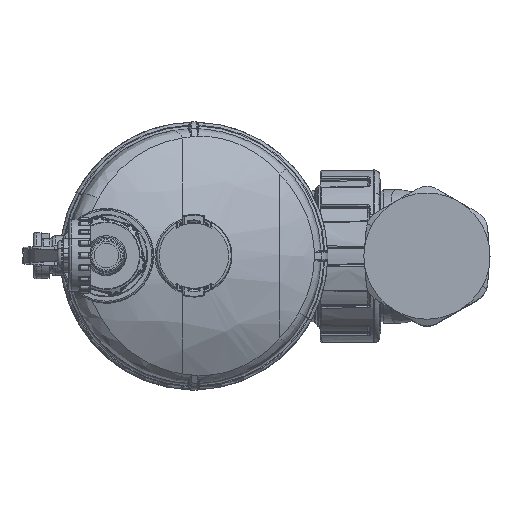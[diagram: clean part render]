
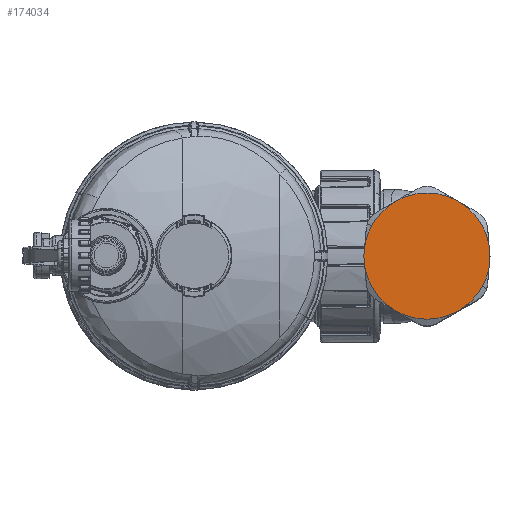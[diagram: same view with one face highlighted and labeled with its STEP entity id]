
A CAD part, top view. The second image highlights one B-rep face of the part: STEP entity #174034.
In plain terms, the highlighted planar face has unit normal (0, 0, 1).
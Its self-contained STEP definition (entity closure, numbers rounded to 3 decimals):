
#173591=CARTESIAN_POINT('Vertex',(66.038,0.436,65.5)) ;
#173606=CARTESIAN_POINT('Vertex',(66.038,-0.436,65.5)) ;
#173609=CARTESIAN_POINT('Axis2P3D Location',(71.019,0.,65.5)) ;
#173875=CARTESIAN_POINT('Line Origine',(66.652,7.449,65.5)) ;
#173879=CARTESIAN_POINT('Vertex',(66.372,4.254,65.5)) ;
#173906=CARTESIAN_POINT('Vertex',(66.372,-4.254,65.5)) ;
#173911=CARTESIAN_POINT('Line Origine',(66.652,-7.449,65.5)) ;
#173938=CARTESIAN_POINT('Axis2P3D Location',(66.,0.,65.5)) ;
#173943=CARTESIAN_POINT('Axis2P3D Location',(90.5,0.,65.5)) ;
#173947=CARTESIAN_POINT('Vertex',(78.25,-21.218,65.5)) ;
#173950=CARTESIAN_POINT('Axis2P3D Location',(90.5,0.,65.5)) ;
#173954=CARTESIAN_POINT('Vertex',(102.75,-21.218,65.5)) ;
#173957=CARTESIAN_POINT('Axis2P3D Location',(90.5,0.,65.5)) ;
#173961=CARTESIAN_POINT('Vertex',(112.001,-11.746,65.5)) ;
#173964=CARTESIAN_POINT('Axis2P3D Location',(90.5,0.,65.5)) ;
#173968=CARTESIAN_POINT('Vertex',(114.628,-4.254,65.5)) ;
#173971=CARTESIAN_POINT('Line Origine',(114.795,-2.345,65.5)) ;
#173975=CARTESIAN_POINT('Vertex',(114.962,-0.436,65.5)) ;
#173978=CARTESIAN_POINT('Axis2P3D Location',(109.981,0.,65.5)) ;
#173982=CARTESIAN_POINT('Vertex',(114.962,0.436,65.5)) ;
#173985=CARTESIAN_POINT('Line Origine',(114.795,2.345,65.5)) ;
#173989=CARTESIAN_POINT('Vertex',(114.628,4.254,65.5)) ;
#173992=CARTESIAN_POINT('Axis2P3D Location',(90.5,0.,65.5)) ;
#173996=CARTESIAN_POINT('Vertex',(102.75,21.218,65.5)) ;
#173999=CARTESIAN_POINT('Axis2P3D Location',(90.5,0.,65.5)) ;
#174003=CARTESIAN_POINT('Vertex',(78.25,21.218,65.5)) ;
#174006=CARTESIAN_POINT('Axis2P3D Location',(90.5,0.,65.5)) ;
#174010=CARTESIAN_POINT('Vertex',(68.999,11.746,65.5)) ;
#174013=CARTESIAN_POINT('Axis2P3D Location',(90.5,0.,65.5)) ;
#173877=VECTOR('Line Direction',#173876,1.) ;
#173913=VECTOR('Line Direction',#173912,1.) ;
#173973=VECTOR('Line Direction',#173972,1.) ;
#173987=VECTOR('Line Direction',#173986,1.) ;
#173610=DIRECTION('Axis2P3D Direction',(0.,0.,-1.)) ;
#173876=DIRECTION('Vector Direction',(-0.087,-0.996,0.)) ;
#173912=DIRECTION('Vector Direction',(-0.087,0.996,0.)) ;
#173939=DIRECTION('Axis2P3D Direction',(0.,0.,-1.)) ;
#173940=DIRECTION('Axis2P3D XDirection',(-1.,0.,0.)) ;
#173944=DIRECTION('Axis2P3D Direction',(0.,0.,-1.)) ;
#173951=DIRECTION('Axis2P3D Direction',(0.,0.,-1.)) ;
#173958=DIRECTION('Axis2P3D Direction',(0.,0.,-1.)) ;
#173965=DIRECTION('Axis2P3D Direction',(0.,0.,-1.)) ;
#173972=DIRECTION('Vector Direction',(-0.087,-0.996,0.)) ;
#173979=DIRECTION('Axis2P3D Direction',(0.,0.,-1.)) ;
#173986=DIRECTION('Vector Direction',(-0.087,0.996,0.)) ;
#173993=DIRECTION('Axis2P3D Direction',(0.,0.,-1.)) ;
#174000=DIRECTION('Axis2P3D Direction',(0.,0.,-1.)) ;
#174007=DIRECTION('Axis2P3D Direction',(0.,0.,-1.)) ;
#174014=DIRECTION('Axis2P3D Direction',(0.,0.,-1.)) ;
#173611=AXIS2_PLACEMENT_3D('Circle Axis2P3D',#173609,#173610,$) ;
#173941=AXIS2_PLACEMENT_3D('Plane Axis2P3D',#173938,#173939,#173940) ;
#173945=AXIS2_PLACEMENT_3D('Circle Axis2P3D',#173943,#173944,$) ;
#173952=AXIS2_PLACEMENT_3D('Circle Axis2P3D',#173950,#173951,$) ;
#173959=AXIS2_PLACEMENT_3D('Circle Axis2P3D',#173957,#173958,$) ;
#173966=AXIS2_PLACEMENT_3D('Circle Axis2P3D',#173964,#173965,$) ;
#173980=AXIS2_PLACEMENT_3D('Circle Axis2P3D',#173978,#173979,$) ;
#173994=AXIS2_PLACEMENT_3D('Circle Axis2P3D',#173992,#173993,$) ;
#174001=AXIS2_PLACEMENT_3D('Circle Axis2P3D',#173999,#174000,$) ;
#174008=AXIS2_PLACEMENT_3D('Circle Axis2P3D',#174006,#174007,$) ;
#174015=AXIS2_PLACEMENT_3D('Circle Axis2P3D',#174013,#174014,$) ;
#173878=LINE('Line',#173875,#173877) ;
#173914=LINE('Line',#173911,#173913) ;
#173974=LINE('Line',#173971,#173973) ;
#173988=LINE('Line',#173985,#173987) ;
#173612=CIRCLE('generated circle',#173611,5.) ;
#173946=CIRCLE('generated circle',#173945,24.5) ;
#173953=CIRCLE('generated circle',#173952,24.5) ;
#173960=CIRCLE('generated circle',#173959,24.5) ;
#173967=CIRCLE('generated circle',#173966,24.5) ;
#173981=CIRCLE('generated circle',#173980,5.) ;
#173995=CIRCLE('generated circle',#173994,24.5) ;
#174002=CIRCLE('generated circle',#174001,24.5) ;
#174009=CIRCLE('generated circle',#174008,24.5) ;
#174016=CIRCLE('generated circle',#174015,24.5) ;
#173942=PLANE('',#173941) ;
#173613=EDGE_CURVE('',#173607,#173592,#173612,.T.) ;
#173881=EDGE_CURVE('',#173592,#173880,#173878,.F.) ;
#173915=EDGE_CURVE('',#173607,#173907,#173914,.F.) ;
#173949=EDGE_CURVE('',#173948,#173907,#173946,.T.) ;
#173956=EDGE_CURVE('',#173955,#173948,#173953,.T.) ;
#173963=EDGE_CURVE('',#173962,#173955,#173960,.T.) ;
#173970=EDGE_CURVE('',#173969,#173962,#173967,.T.) ;
#173977=EDGE_CURVE('',#173976,#173969,#173974,.T.) ;
#173984=EDGE_CURVE('',#173983,#173976,#173981,.T.) ;
#173991=EDGE_CURVE('',#173983,#173990,#173988,.T.) ;
#173998=EDGE_CURVE('',#173997,#173990,#173995,.T.) ;
#174005=EDGE_CURVE('',#174004,#173997,#174002,.T.) ;
#174012=EDGE_CURVE('',#174011,#174004,#174009,.T.) ;
#174017=EDGE_CURVE('',#173880,#174011,#174016,.T.) ;
#174019=ORIENTED_EDGE('',*,*,#173613,.F.) ;
#174020=ORIENTED_EDGE('',*,*,#173915,.T.) ;
#174021=ORIENTED_EDGE('',*,*,#173949,.F.) ;
#174022=ORIENTED_EDGE('',*,*,#173956,.F.) ;
#174023=ORIENTED_EDGE('',*,*,#173963,.F.) ;
#174024=ORIENTED_EDGE('',*,*,#173970,.F.) ;
#174025=ORIENTED_EDGE('',*,*,#173977,.F.) ;
#174026=ORIENTED_EDGE('',*,*,#173984,.F.) ;
#174027=ORIENTED_EDGE('',*,*,#173991,.T.) ;
#174028=ORIENTED_EDGE('',*,*,#173998,.F.) ;
#174029=ORIENTED_EDGE('',*,*,#174005,.F.) ;
#174030=ORIENTED_EDGE('',*,*,#174012,.F.) ;
#174031=ORIENTED_EDGE('',*,*,#174017,.F.) ;
#174032=ORIENTED_EDGE('',*,*,#173881,.F.) ;
#174018=EDGE_LOOP('',(#174019,#174020,#174021,#174022,#174023,#174024,#174025,#174026,#174027,#174028,#174029,#174030,#174031,#174032)) ;
#173592=VERTEX_POINT('',#173591) ;
#173607=VERTEX_POINT('',#173606) ;
#173880=VERTEX_POINT('',#173879) ;
#173907=VERTEX_POINT('',#173906) ;
#173948=VERTEX_POINT('',#173947) ;
#173955=VERTEX_POINT('',#173954) ;
#173962=VERTEX_POINT('',#173961) ;
#173969=VERTEX_POINT('',#173968) ;
#173976=VERTEX_POINT('',#173975) ;
#173983=VERTEX_POINT('',#173982) ;
#173990=VERTEX_POINT('',#173989) ;
#173997=VERTEX_POINT('',#173996) ;
#174004=VERTEX_POINT('',#174003) ;
#174011=VERTEX_POINT('',#174010) ;
#174034=ADVANCED_FACE('Body.52',(#174033),#173942,.F.) ;
#174033=FACE_OUTER_BOUND('',#174018,.T.) ;
